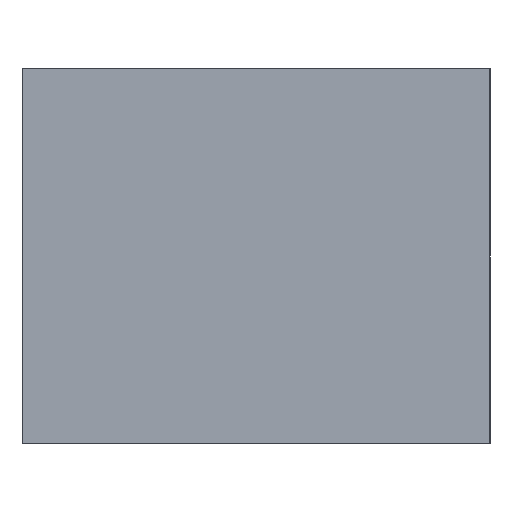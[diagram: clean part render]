
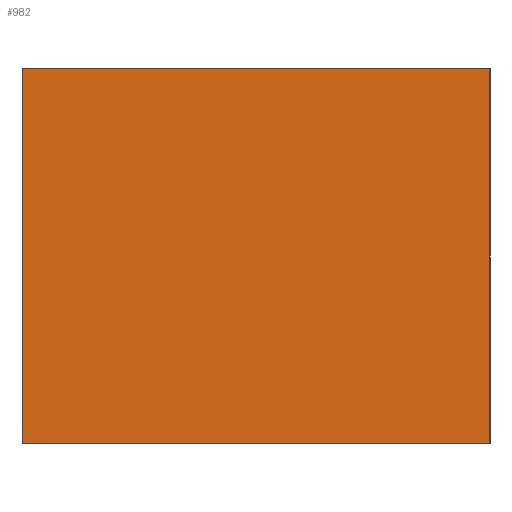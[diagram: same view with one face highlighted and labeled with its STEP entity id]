
A CAD part, left-side view. The second image highlights one B-rep face of the part: STEP entity #982.
In plain terms, the highlighted planar face has unit normal (-1, 0, 0).
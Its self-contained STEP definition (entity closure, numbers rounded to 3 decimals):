
#682 = PLANE('',#683);
#683 = AXIS2_PLACEMENT_3D('',#684,#685,#686);
#684 = CARTESIAN_POINT('',(0.,0.,0.));
#685 = DIRECTION('',(0.,1.,0.));
#686 = DIRECTION('',(1.,0.,0.));
#710 = PLANE('',#711);
#711 = AXIS2_PLACEMENT_3D('',#712,#713,#714);
#712 = CARTESIAN_POINT('',(0.075,0.625,1.));
#713 = DIRECTION('',(0.,0.,1.));
#714 = DIRECTION('',(1.,0.,0.));
#738 = PLANE('',#739);
#739 = AXIS2_PLACEMENT_3D('',#740,#741,#742);
#740 = CARTESIAN_POINT('',(0.15,1.25,0.));
#741 = DIRECTION('',(0.,-1.,0.));
#742 = DIRECTION('',(-1.,0.,0.));
#764 = PLANE('',#765);
#765 = AXIS2_PLACEMENT_3D('',#766,#767,#768);
#766 = CARTESIAN_POINT('',(0.075,0.625,0.));
#767 = DIRECTION('',(0.,0.,1.));
#768 = DIRECTION('',(1.,0.,0.));
#785 = EDGE_CURVE('',#786,#788,#790,.T.);
#786 = VERTEX_POINT('',#787);
#787 = CARTESIAN_POINT('',(0.,0.,0.));
#788 = VERTEX_POINT('',#789);
#789 = CARTESIAN_POINT('',(0.,0.,1.));
#790 = SURFACE_CURVE('',#791,(#795,#802),.PCURVE_S1.);
#791 = LINE('',#792,#793);
#792 = CARTESIAN_POINT('',(0.,0.,0.));
#793 = VECTOR('',#794,1.);
#794 = DIRECTION('',(0.,0.,1.));
#795 = PCURVE('',#682,#796);
#796 = DEFINITIONAL_REPRESENTATION('',(#797),#801);
#797 = LINE('',#798,#799);
#798 = CARTESIAN_POINT('',(0.,0.));
#799 = VECTOR('',#800,1.);
#800 = DIRECTION('',(0.,-1.));
#801 = ( GEOMETRIC_REPRESENTATION_CONTEXT(2) 
PARAMETRIC_REPRESENTATION_CONTEXT() REPRESENTATION_CONTEXT('2D SPACE',''
  ) );
#802 = PCURVE('',#803,#808);
#803 = PLANE('',#804);
#804 = AXIS2_PLACEMENT_3D('',#805,#806,#807);
#805 = CARTESIAN_POINT('',(0.,1.25,0.));
#806 = DIRECTION('',(1.,0.,0.));
#807 = DIRECTION('',(0.,-1.,0.));
#808 = DEFINITIONAL_REPRESENTATION('',(#809),#813);
#809 = LINE('',#810,#811);
#810 = CARTESIAN_POINT('',(1.25,0.));
#811 = VECTOR('',#812,1.);
#812 = DIRECTION('',(0.,-1.));
#813 = ( GEOMETRIC_REPRESENTATION_CONTEXT(2) 
PARAMETRIC_REPRESENTATION_CONTEXT() REPRESENTATION_CONTEXT('2D SPACE',''
  ) );
#864 = VERTEX_POINT('',#865);
#865 = CARTESIAN_POINT('',(0.,1.25,0.));
#886 = EDGE_CURVE('',#864,#786,#887,.T.);
#887 = SURFACE_CURVE('',#888,(#892,#899),.PCURVE_S1.);
#888 = LINE('',#889,#890);
#889 = CARTESIAN_POINT('',(0.,1.25,0.));
#890 = VECTOR('',#891,1.);
#891 = DIRECTION('',(0.,-1.,0.));
#892 = PCURVE('',#764,#893);
#893 = DEFINITIONAL_REPRESENTATION('',(#894),#898);
#894 = LINE('',#895,#896);
#895 = CARTESIAN_POINT('',(-0.075,0.625));
#896 = VECTOR('',#897,1.);
#897 = DIRECTION('',(0.,-1.));
#898 = ( GEOMETRIC_REPRESENTATION_CONTEXT(2) 
PARAMETRIC_REPRESENTATION_CONTEXT() REPRESENTATION_CONTEXT('2D SPACE',''
  ) );
#899 = PCURVE('',#803,#900);
#900 = DEFINITIONAL_REPRESENTATION('',(#901),#905);
#901 = LINE('',#902,#903);
#902 = CARTESIAN_POINT('',(0.,0.));
#903 = VECTOR('',#904,1.);
#904 = DIRECTION('',(1.,0.));
#905 = ( GEOMETRIC_REPRESENTATION_CONTEXT(2) 
PARAMETRIC_REPRESENTATION_CONTEXT() REPRESENTATION_CONTEXT('2D SPACE',''
  ) );
#913 = VERTEX_POINT('',#914);
#914 = CARTESIAN_POINT('',(0.,1.25,1.));
#935 = EDGE_CURVE('',#913,#788,#936,.T.);
#936 = SURFACE_CURVE('',#937,(#941,#948),.PCURVE_S1.);
#937 = LINE('',#938,#939);
#938 = CARTESIAN_POINT('',(0.,1.25,1.));
#939 = VECTOR('',#940,1.);
#940 = DIRECTION('',(0.,-1.,0.));
#941 = PCURVE('',#710,#942);
#942 = DEFINITIONAL_REPRESENTATION('',(#943),#947);
#943 = LINE('',#944,#945);
#944 = CARTESIAN_POINT('',(-0.075,0.625));
#945 = VECTOR('',#946,1.);
#946 = DIRECTION('',(0.,-1.));
#947 = ( GEOMETRIC_REPRESENTATION_CONTEXT(2) 
PARAMETRIC_REPRESENTATION_CONTEXT() REPRESENTATION_CONTEXT('2D SPACE',''
  ) );
#948 = PCURVE('',#803,#949);
#949 = DEFINITIONAL_REPRESENTATION('',(#950),#954);
#950 = LINE('',#951,#952);
#951 = CARTESIAN_POINT('',(0.,-1.));
#952 = VECTOR('',#953,1.);
#953 = DIRECTION('',(1.,0.));
#954 = ( GEOMETRIC_REPRESENTATION_CONTEXT(2) 
PARAMETRIC_REPRESENTATION_CONTEXT() REPRESENTATION_CONTEXT('2D SPACE',''
  ) );
#961 = EDGE_CURVE('',#864,#913,#962,.T.);
#962 = SURFACE_CURVE('',#963,(#967,#974),.PCURVE_S1.);
#963 = LINE('',#964,#965);
#964 = CARTESIAN_POINT('',(0.,1.25,0.));
#965 = VECTOR('',#966,1.);
#966 = DIRECTION('',(0.,0.,1.));
#967 = PCURVE('',#738,#968);
#968 = DEFINITIONAL_REPRESENTATION('',(#969),#973);
#969 = LINE('',#970,#971);
#970 = CARTESIAN_POINT('',(0.15,0.));
#971 = VECTOR('',#972,1.);
#972 = DIRECTION('',(0.,-1.));
#973 = ( GEOMETRIC_REPRESENTATION_CONTEXT(2) 
PARAMETRIC_REPRESENTATION_CONTEXT() REPRESENTATION_CONTEXT('2D SPACE',''
  ) );
#974 = PCURVE('',#803,#975);
#975 = DEFINITIONAL_REPRESENTATION('',(#976),#980);
#976 = LINE('',#977,#978);
#977 = CARTESIAN_POINT('',(0.,0.));
#978 = VECTOR('',#979,1.);
#979 = DIRECTION('',(0.,-1.));
#980 = ( GEOMETRIC_REPRESENTATION_CONTEXT(2) 
PARAMETRIC_REPRESENTATION_CONTEXT() REPRESENTATION_CONTEXT('2D SPACE',''
  ) );
#982 = ADVANCED_FACE('',(#983),#803,.F.);
#983 = FACE_BOUND('',#984,.F.);
#984 = EDGE_LOOP('',(#985,#986,#987,#988));
#985 = ORIENTED_EDGE('',*,*,#961,.T.);
#986 = ORIENTED_EDGE('',*,*,#935,.T.);
#987 = ORIENTED_EDGE('',*,*,#785,.F.);
#988 = ORIENTED_EDGE('',*,*,#886,.F.);
